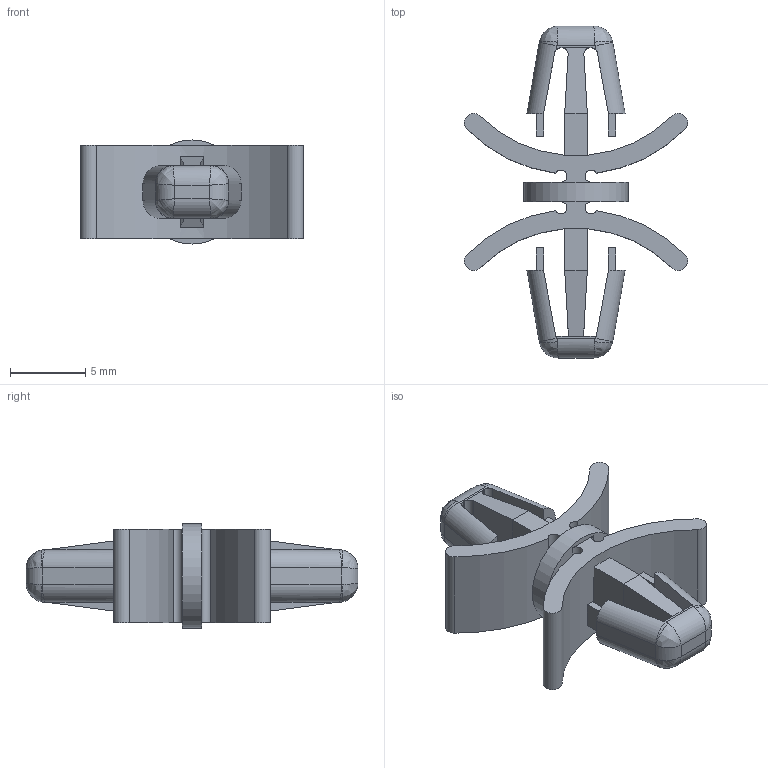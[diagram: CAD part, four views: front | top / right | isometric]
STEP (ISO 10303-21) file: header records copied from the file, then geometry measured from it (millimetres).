
FILE_DESCRIPTION( ( 'Unknown' ), '1' );
FILE_NAME( '709613200.stp', 'Unknown', ( 'Unknown' ), ( 'Unknown' ), 'PSStep 19.0.9', 'Unknown', ' ' );
FILE_SCHEMA( ( 'AUTOMOTIVE_DESIGN { 1 0 10303 214 1 1 1 1 }' ) );
Length unit declared in the file: millimetre
Products named in the file (1): 1
Bounding box: 14.8 x 22 x 6.9 mm (x, y, z)
Volume: 485.8 mm3; surface area: 987.7 mm2
Topology: 1 solids, 1 shells, 115 faces, 287 edges, 170 vertices
Faces by surface type: plane 64, cylinder 35, bspline 16
Full cylindrical faces by diameter (mm): 6.9 x1
Entity records: 5106 total; most frequent: CARTESIAN_POINT 1472, DIRECTION 584, ORIENTED_EDGE 556, EDGE_CURVE 278, AXIS2_PLACEMENT_3D 210, VERTEX_POINT 170, LINE 164, VECTOR 164
